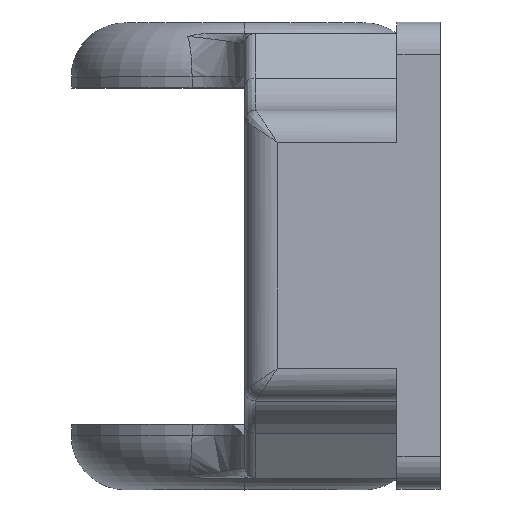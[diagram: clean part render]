
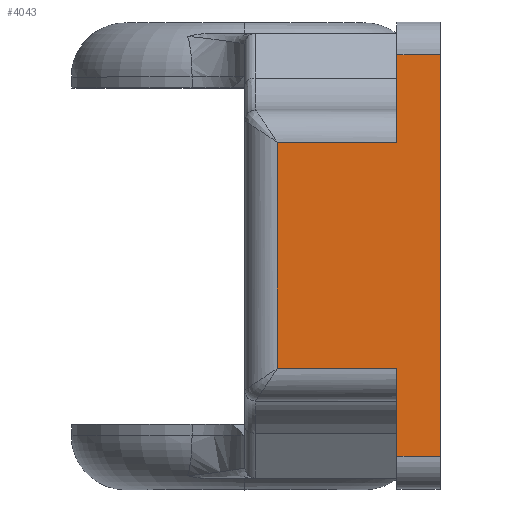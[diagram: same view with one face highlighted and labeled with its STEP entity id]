
A CAD part, top view. The second image highlights one B-rep face of the part: STEP entity #4043.
In plain terms, the highlighted planar face has unit normal (0, 0, 1).
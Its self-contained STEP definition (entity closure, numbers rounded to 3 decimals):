
#32 = EDGE_CURVE ( 'NONE', #3580, #911, #975, .T. ) ;
#323 = ORIENTED_EDGE ( 'NONE', *, *, #4117, .T. ) ;
#408 = CARTESIAN_POINT ( 'NONE',  ( 0., 10.394, 50. ) ) ;
#460 = CARTESIAN_POINT ( 'NONE',  ( 3., 21.5, 50. ) ) ;
#466 = ORIENTED_EDGE ( 'NONE', *, *, #32, .T. ) ;
#484 = CARTESIAN_POINT ( 'NONE',  ( 0., 21.5, 50. ) ) ;
#517 = CARTESIAN_POINT ( 'NONE',  ( 3., -10.394, 50. ) ) ;
#666 = VERTEX_POINT ( 'NONE', #3935 ) ;
#726 = CARTESIAN_POINT ( 'NONE',  ( 18., 21.5, 50. ) ) ;
#797 = VECTOR ( 'NONE', #3291, 1000. ) ;
#882 = EDGE_CURVE ( 'NONE', #2242, #666, #2000, .T. ) ;
#911 = VERTEX_POINT ( 'NONE', #1615 ) ;
#975 = LINE ( 'NONE', #2925, #2251 ) ;
#989 = LINE ( 'NONE', #2267, #2120 ) ;
#1020 = CARTESIAN_POINT ( 'NONE',  ( 14., 20.483, 50. ) ) ;
#1039 = CARTESIAN_POINT ( 'NONE',  ( 14., -10.394, 50. ) ) ;
#1050 = PLANE ( 'NONE',  #1133 ) ;
#1133 = AXIS2_PLACEMENT_3D ( 'NONE', #484, #3301, #2627 ) ;
#1272 = VECTOR ( 'NONE', #3218, 1000. ) ;
#1394 = VERTEX_POINT ( 'NONE', #517 ) ;
#1541 = EDGE_LOOP ( 'NONE', ( #2022, #1806, #466, #3934, #3600, #3808, #2829, #323 ) ) ;
#1578 = DIRECTION ( 'NONE',  ( 1., 0., 0. ) ) ;
#1615 = CARTESIAN_POINT ( 'NONE',  ( 18., -18.5, 50. ) ) ;
#1806 = ORIENTED_EDGE ( 'NONE', *, *, #2094, .T. ) ;
#1851 = CARTESIAN_POINT ( 'NONE',  ( 14., -18.5, 50. ) ) ;
#1857 = EDGE_CURVE ( 'NONE', #3729, #2242, #3899, .T. ) ;
#1895 = LINE ( 'NONE', #1039, #3350 ) ;
#2000 = LINE ( 'NONE', #408, #1272 ) ;
#2003 = LINE ( 'NONE', #726, #797 ) ;
#2008 = VECTOR ( 'NONE', #2979, 1000. ) ;
#2012 = LINE ( 'NONE', #460, #2008 ) ;
#2022 = ORIENTED_EDGE ( 'NONE', *, *, #3022, .T. ) ;
#2094 = EDGE_CURVE ( 'NONE', #3103, #3580, #989, .T. ) ;
#2120 = VECTOR ( 'NONE', #2632, 1000. ) ;
#2131 = VECTOR ( 'NONE', #3060, 1000. ) ;
#2242 = VERTEX_POINT ( 'NONE', #2356 ) ;
#2251 = VECTOR ( 'NONE', #1578, 1000. ) ;
#2267 = CARTESIAN_POINT ( 'NONE',  ( 14., -20.483, 50. ) ) ;
#2309 = CARTESIAN_POINT ( 'NONE',  ( 18., 18.5, 50. ) ) ;
#2356 = CARTESIAN_POINT ( 'NONE',  ( 14., 10.394, 50. ) ) ;
#2576 = VECTOR ( 'NONE', #3292, 1000. ) ;
#2627 = DIRECTION ( 'NONE',  ( -1., 0., 0. ) ) ;
#2632 = DIRECTION ( 'NONE',  ( 0., -1., 0. ) ) ;
#2761 = EDGE_CURVE ( 'NONE', #3232, #3729, #3943, .T. ) ;
#2829 = ORIENTED_EDGE ( 'NONE', *, *, #882, .T. ) ;
#2925 = CARTESIAN_POINT ( 'NONE',  ( 18., -18.5, 50. ) ) ;
#2979 = DIRECTION ( 'NONE',  ( 0., -1., 0. ) ) ;
#3001 = FACE_OUTER_BOUND ( 'NONE', #1541, .T. ) ;
#3022 = EDGE_CURVE ( 'NONE', #1394, #3103, #1895, .T. ) ;
#3060 = DIRECTION ( 'NONE',  ( -1., 0., 0. ) ) ;
#3103 = VERTEX_POINT ( 'NONE', #3537 ) ;
#3120 = EDGE_CURVE ( 'NONE', #3232, #911, #2003, .T. ) ;
#3218 = DIRECTION ( 'NONE',  ( -1., 0., 0. ) ) ;
#3232 = VERTEX_POINT ( 'NONE', #2309 ) ;
#3246 = DIRECTION ( 'NONE',  ( 1., 0., 0. ) ) ;
#3291 = DIRECTION ( 'NONE',  ( 0., -1., 0. ) ) ;
#3292 = DIRECTION ( 'NONE',  ( 0., -1., 0. ) ) ;
#3301 = DIRECTION ( 'NONE',  ( 0., 0., -1. ) ) ;
#3350 = VECTOR ( 'NONE', #3246, 1000. ) ;
#3537 = CARTESIAN_POINT ( 'NONE',  ( 14., -10.394, 50. ) ) ;
#3580 = VERTEX_POINT ( 'NONE', #1851 ) ;
#3600 = ORIENTED_EDGE ( 'NONE', *, *, #2761, .T. ) ;
#3672 = CARTESIAN_POINT ( 'NONE',  ( 0., 18.5, 50. ) ) ;
#3729 = VERTEX_POINT ( 'NONE', #4034 ) ;
#3808 = ORIENTED_EDGE ( 'NONE', *, *, #1857, .T. ) ;
#3899 = LINE ( 'NONE', #1020, #2576 ) ;
#3934 = ORIENTED_EDGE ( 'NONE', *, *, #3120, .F. ) ;
#3935 = CARTESIAN_POINT ( 'NONE',  ( 3., 10.394, 50. ) ) ;
#3943 = LINE ( 'NONE', #3672, #2131 ) ;
#4034 = CARTESIAN_POINT ( 'NONE',  ( 14., 18.5, 50. ) ) ;
#4043 = ADVANCED_FACE ( 'NONE', ( #3001 ), #1050, .F. ) ;
#4117 = EDGE_CURVE ( 'NONE', #666, #1394, #2012, .T. ) ;
